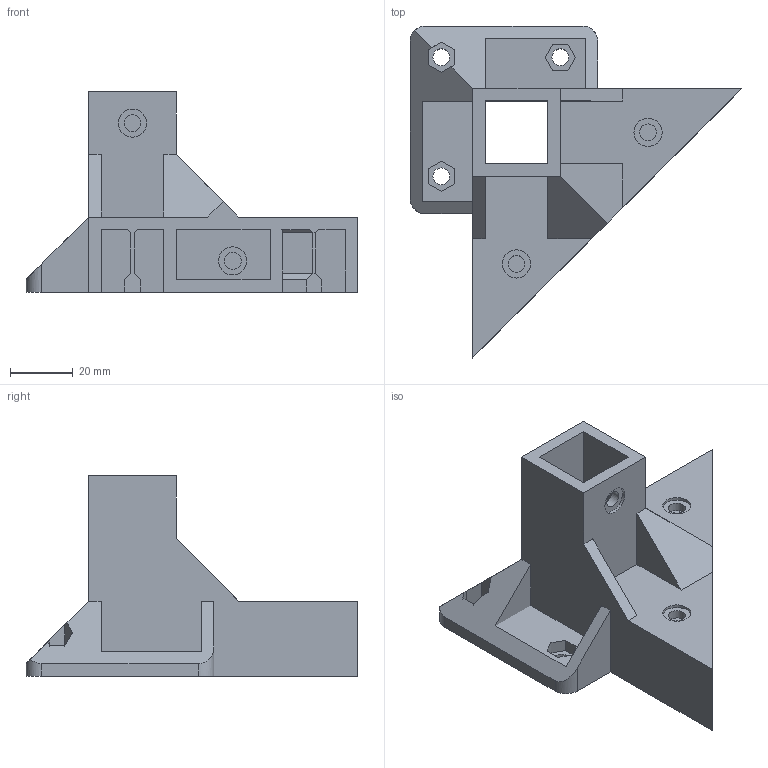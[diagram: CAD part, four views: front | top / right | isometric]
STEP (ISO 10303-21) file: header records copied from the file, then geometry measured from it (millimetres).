
FILE_DESCRIPTION(/* description */ (''),/* implementation_level */ '2;1');
FILE_NAME(/* name */ '7a77cbda-a355-4cea-a57e-30eb4dfbb8d1.stp',/* time_stamp */ '2025-06-29T06:40:54Z',/* author */ (''),/* organization */ (''),/* preprocessor_version */ 'ST-DEVELOPER v20.1',/* originating_system */ 'Autodesk Translation Framework v14.10.0.0',/* authorisation */ '');
FILE_SCHEMA (('AUTOMOTIVE_DESIGN { 1 0 10303 214 3 1 1 }'));
Length unit declared in the file: millimetre
Products named in the file (1): Rear Corner Bracket Top v2
Bounding box: 106 x 106 x 64 mm (x, y, z)
Volume: 74928 mm3; surface area: 37810.5 mm2
Topology: 1 solids, 1 shells, 122 faces, 330 edges, 216 vertices
Faces by surface type: plane 100, cylinder 22
Full cylindrical faces by diameter (mm): 5.4 x9, 9 x6
Entity records: 3864 total; most frequent: CARTESIAN_POINT 669, ORIENTED_EDGE 660, DIRECTION 629, EDGE_CURVE 330, LINE 277, VECTOR 277, VERTEX_POINT 216, AXIS2_PLACEMENT_3D 176
